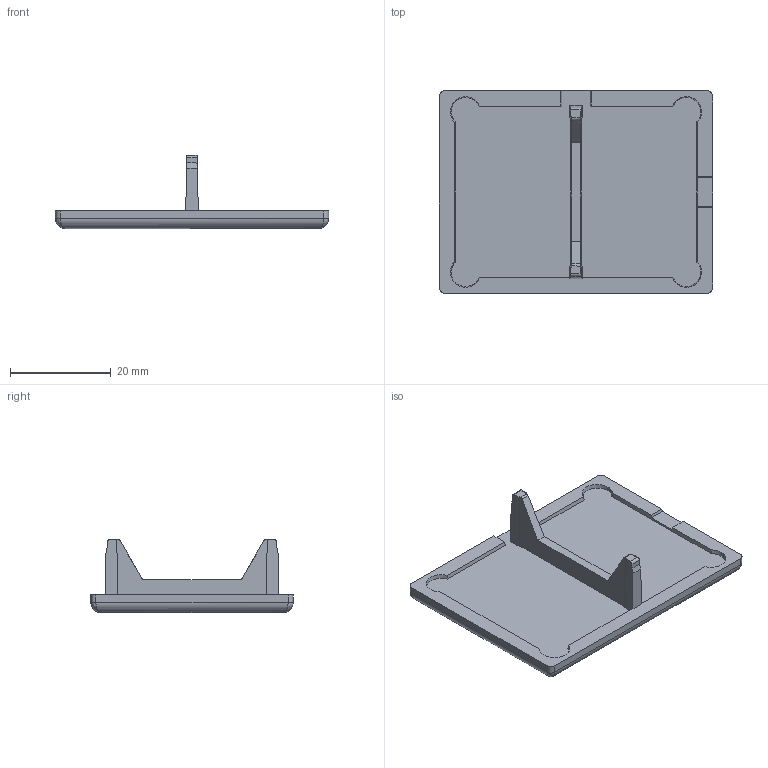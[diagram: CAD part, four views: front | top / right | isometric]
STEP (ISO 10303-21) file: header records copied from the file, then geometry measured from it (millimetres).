
FILE_DESCRIPTION (( 'STEP AP203' ), '1' );
FILE_NAME ('282523501_c_1.STEP', '2023-02-23T04:33:23', ( '' ), ( '' ), 'SwSTEP 2.0', 'SolidWorks 2014', '' );
FILE_SCHEMA (( 'CONFIG_CONTROL_DESIGN' ));
Length unit declared in the file: millimetre
Products named in the file (1): 282523501_c_1
Bounding box: 54.2 x 40.1 x 14.5 mm (x, y, z)
Volume: 6504.9 mm3; surface area: 5431.6 mm2
Topology: 1 solids, 1 shells, 64 faces, 178 edges, 112 vertices
Faces by surface type: plane 42, cylinder 12, cone 6, bspline 4
Entity records: 2499 total; most frequent: CARTESIAN_POINT 871, ORIENTED_EDGE 348, DIRECTION 284, EDGE_CURVE 174, VECTOR 122, LINE 122, VERTEX_POINT 112, AXIS2_PLACEMENT_3D 81
